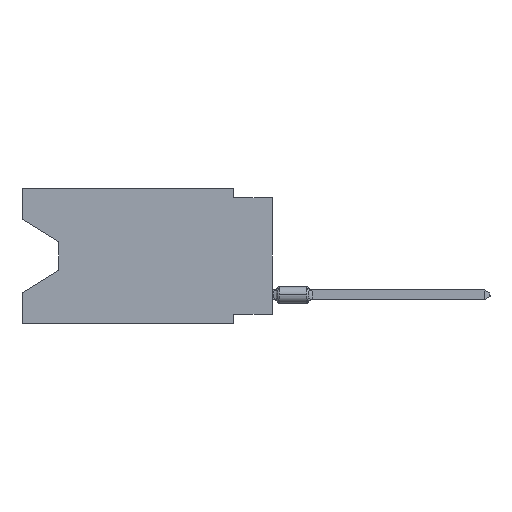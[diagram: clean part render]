
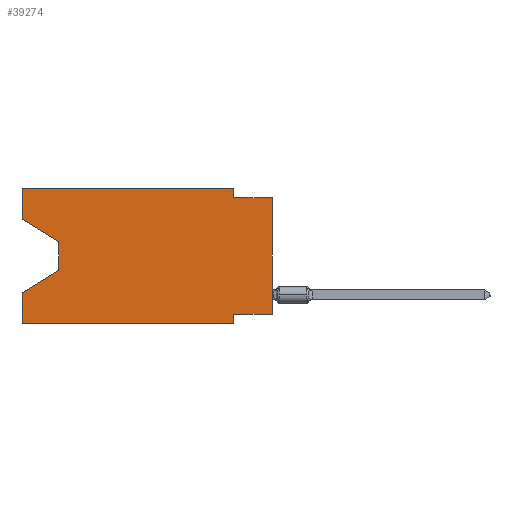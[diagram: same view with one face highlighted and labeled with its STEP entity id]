
A CAD part, left-side view. The second image highlights one B-rep face of the part: STEP entity #39274.
In plain terms, the highlighted planar face has unit normal (-1, 0, 0).
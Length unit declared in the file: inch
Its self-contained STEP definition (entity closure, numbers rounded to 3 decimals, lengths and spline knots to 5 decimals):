
#1141 = DIRECTION ( 'NONE',  ( 0., 0., 1. ) ) ;
#1423 = DIRECTION ( 'NONE',  ( 1., 0., 0. ) ) ;
#2431 = LINE ( 'NONE', #39195, #17603 ) ;
#2710 = CARTESIAN_POINT ( 'NONE',  ( 0., 0.55, -0.212 ) ) ;
#2952 = VERTEX_POINT ( 'NONE', #8607 ) ;
#3369 = DIRECTION ( 'NONE',  ( 0., 0., -1. ) ) ;
#4275 = VECTOR ( 'NONE', #1141, 39.37008 ) ;
#4707 = VERTEX_POINT ( 'NONE', #34367 ) ;
#5120 = ORIENTED_EDGE ( 'NONE', *, *, #30530, .T. ) ;
#6025 = CARTESIAN_POINT ( 'NONE',  ( 0., 0.1, 0. ) ) ;
#6621 = EDGE_CURVE ( 'NONE', #2952, #25831, #22813, .T. ) ;
#7130 = CARTESIAN_POINT ( 'NONE',  ( 0., 0.1, -0.35 ) ) ;
#7854 = EDGE_CURVE ( 'NONE', #33983, #43680, #40805, .T. ) ;
#8274 = ORIENTED_EDGE ( 'NONE', *, *, #34831, .T. ) ;
#8607 = CARTESIAN_POINT ( 'NONE',  ( 0., 0., -0.325 ) ) ;
#8857 = CARTESIAN_POINT ( 'NONE',  ( 0., 0.645, 0. ) ) ;
#9326 = EDGE_CURVE ( 'NONE', #16323, #9451, #34341, .T. ) ;
#9356 = DIRECTION ( 'NONE',  ( 0., 0.855, -0.519 ) ) ;
#9451 = VERTEX_POINT ( 'NONE', #9844 ) ;
#9591 = DIRECTION ( 'NONE',  ( 0., -1., 0. ) ) ;
#9844 = CARTESIAN_POINT ( 'NONE',  ( 0., 0.1, -0.025 ) ) ;
#10182 = ORIENTED_EDGE ( 'NONE', *, *, #6621, .F. ) ;
#12966 = LINE ( 'NONE', #16069, #37537 ) ;
#13143 = CARTESIAN_POINT ( 'NONE',  ( 0., 0.645, 0. ) ) ;
#13599 = DIRECTION ( 'NONE',  ( 0., 0., 1. ) ) ;
#13894 = VERTEX_POINT ( 'NONE', #7130 ) ;
#14550 = CARTESIAN_POINT ( 'NONE',  ( 0., 0.1, -0.325 ) ) ;
#14610 = CARTESIAN_POINT ( 'NONE',  ( 0., 0.645, -0.08025 ) ) ;
#15112 = AXIS2_PLACEMENT_3D ( 'NONE', #8857, #1423, #34790 ) ;
#15150 = DIRECTION ( 'NONE',  ( 0., -0.855, -0.519 ) ) ;
#16069 = CARTESIAN_POINT ( 'NONE',  ( 0., 0.55, -0.212 ) ) ;
#16271 = EDGE_CURVE ( 'NONE', #9451, #4707, #2431, .T. ) ;
#16323 = VERTEX_POINT ( 'NONE', #6025 ) ;
#16957 = ORIENTED_EDGE ( 'NONE', *, *, #43077, .T. ) ;
#17603 = VECTOR ( 'NONE', #42546, 39.37008 ) ;
#17839 = LINE ( 'NONE', #28873, #39115 ) ;
#17962 = ORIENTED_EDGE ( 'NONE', *, *, #20518, .F. ) ;
#18074 = ORIENTED_EDGE ( 'NONE', *, *, #7854, .T. ) ;
#18519 = VERTEX_POINT ( 'NONE', #22428 ) ;
#18997 = VECTOR ( 'NONE', #15150, 39.37008 ) ;
#19201 = VERTEX_POINT ( 'NONE', #14610 ) ;
#20072 = LINE ( 'NONE', #13143, #24400 ) ;
#20304 = CARTESIAN_POINT ( 'NONE',  ( 0., 0.645, 0. ) ) ;
#20518 = EDGE_CURVE ( 'NONE', #38601, #16323, #22527, .T. ) ;
#21571 = EDGE_CURVE ( 'NONE', #25831, #13894, #25686, .T. ) ;
#22316 = ORIENTED_EDGE ( 'NONE', *, *, #21571, .F. ) ;
#22428 = CARTESIAN_POINT ( 'NONE',  ( 0., 0.645, -0.35 ) ) ;
#22527 = LINE ( 'NONE', #34301, #30492 ) ;
#22813 = LINE ( 'NONE', #27128, #35892 ) ;
#23976 = PLANE ( 'NONE',  #15112 ) ;
#24142 = ORIENTED_EDGE ( 'NONE', *, *, #36131, .F. ) ;
#24400 = VECTOR ( 'NONE', #13599, 39.37008 ) ;
#25686 = LINE ( 'NONE', #33370, #45155 ) ;
#25731 = EDGE_LOOP ( 'NONE', ( #31770, #18074, #16957, #43582, #5120, #22316, #10182, #8274, #42824, #39782, #17962, #24142 ) ) ;
#25831 = VERTEX_POINT ( 'NONE', #14550 ) ;
#26355 = DIRECTION ( 'NONE',  ( 0., 0., -1. ) ) ;
#26451 = VECTOR ( 'NONE', #45415, 39.37008 ) ;
#26456 = VERTEX_POINT ( 'NONE', #43622 ) ;
#27128 = CARTESIAN_POINT ( 'NONE',  ( 0., 0., -0.325 ) ) ;
#28159 = DIRECTION ( 'NONE',  ( 0., 0., 1. ) ) ;
#28873 = CARTESIAN_POINT ( 'NONE',  ( 0., 0.645, 0. ) ) ;
#29762 = DIRECTION ( 'NONE',  ( 0., -1., 0. ) ) ;
#30492 = VECTOR ( 'NONE', #29762, 39.37008 ) ;
#30530 = EDGE_CURVE ( 'NONE', #18519, #13894, #46134, .T. ) ;
#30744 = CARTESIAN_POINT ( 'NONE',  ( 0., 0.1, 0. ) ) ;
#31770 = ORIENTED_EDGE ( 'NONE', *, *, #33136, .T. ) ;
#32953 = LINE ( 'NONE', #41087, #18997 ) ;
#33136 = EDGE_CURVE ( 'NONE', #19201, #33983, #32953, .T. ) ;
#33344 = LINE ( 'NONE', #45369, #4275 ) ;
#33370 = CARTESIAN_POINT ( 'NONE',  ( 0., 0.1, -0.35 ) ) ;
#33983 = VERTEX_POINT ( 'NONE', #43392 ) ;
#34086 = FACE_OUTER_BOUND ( 'NONE', #25731, .T. ) ;
#34301 = CARTESIAN_POINT ( 'NONE',  ( 0., 0.645, 0. ) ) ;
#34341 = LINE ( 'NONE', #30744, #26451 ) ;
#34367 = CARTESIAN_POINT ( 'NONE',  ( 0., 0., -0.025 ) ) ;
#34790 = DIRECTION ( 'NONE',  ( 0., 0., -1. ) ) ;
#34831 = EDGE_CURVE ( 'NONE', #2952, #4707, #33344, .T. ) ;
#35892 = VECTOR ( 'NONE', #41095, 39.37008 ) ;
#35954 = VECTOR ( 'NONE', #26355, 39.37008 ) ;
#36131 = EDGE_CURVE ( 'NONE', #19201, #38601, #17839, .T. ) ;
#37537 = VECTOR ( 'NONE', #9356, 39.37008 ) ;
#38601 = VERTEX_POINT ( 'NONE', #20304 ) ;
#39115 = VECTOR ( 'NONE', #28159, 39.37008 ) ;
#39195 = CARTESIAN_POINT ( 'NONE',  ( 0., 0., -0.025 ) ) ;
#39274 = ADVANCED_FACE ( 'NONE', ( #34086 ), #23976, .F. ) ;
#39762 = VECTOR ( 'NONE', #9591, 39.37008 ) ;
#39782 = ORIENTED_EDGE ( 'NONE', *, *, #9326, .F. ) ;
#40805 = LINE ( 'NONE', #45363, #35954 ) ;
#41087 = CARTESIAN_POINT ( 'NONE',  ( 0., 0.645, -0.08025 ) ) ;
#41095 = DIRECTION ( 'NONE',  ( 0., 1., 0. ) ) ;
#41825 = EDGE_CURVE ( 'NONE', #18519, #26456, #20072, .T. ) ;
#42506 = CARTESIAN_POINT ( 'NONE',  ( 0., 0.645, -0.35 ) ) ;
#42546 = DIRECTION ( 'NONE',  ( 0., -1., 0. ) ) ;
#42824 = ORIENTED_EDGE ( 'NONE', *, *, #16271, .F. ) ;
#43077 = EDGE_CURVE ( 'NONE', #43680, #26456, #12966, .T. ) ;
#43392 = CARTESIAN_POINT ( 'NONE',  ( 0., 0.55, -0.138 ) ) ;
#43582 = ORIENTED_EDGE ( 'NONE', *, *, #41825, .F. ) ;
#43622 = CARTESIAN_POINT ( 'NONE',  ( 0., 0.645, -0.26975 ) ) ;
#43680 = VERTEX_POINT ( 'NONE', #2710 ) ;
#45155 = VECTOR ( 'NONE', #3369, 39.37008 ) ;
#45363 = CARTESIAN_POINT ( 'NONE',  ( 0., 0.55, -0.138 ) ) ;
#45369 = CARTESIAN_POINT ( 'NONE',  ( 0., 0., 0. ) ) ;
#45415 = DIRECTION ( 'NONE',  ( 0., 0., -1. ) ) ;
#46134 = LINE ( 'NONE', #42506, #39762 ) ;
